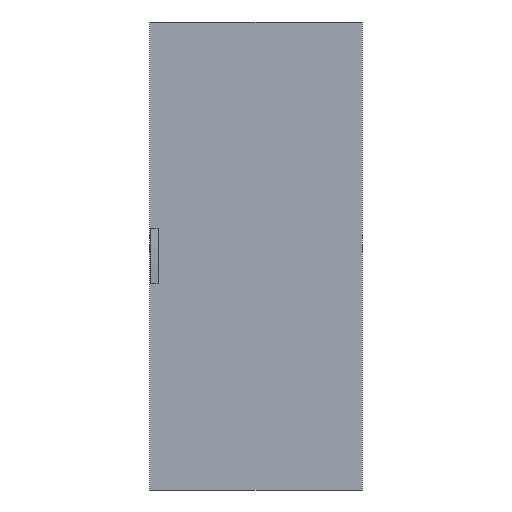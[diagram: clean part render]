
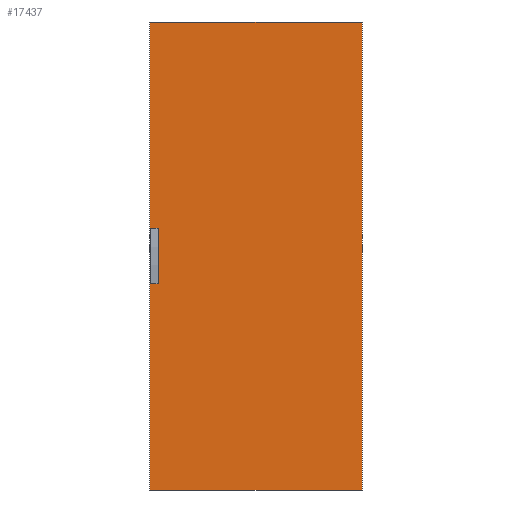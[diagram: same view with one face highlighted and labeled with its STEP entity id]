
A CAD part, front view. The second image highlights one B-rep face of the part: STEP entity #17437.
In plain terms, the highlighted planar face has unit normal (0, -1, 0).
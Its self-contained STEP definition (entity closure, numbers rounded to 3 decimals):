
#315 = EDGE_CURVE ( 'NONE', #16458, #3910, #10217, .T. ) ;
#811 = ORIENTED_EDGE ( 'NONE', *, *, #13089, .T. ) ;
#1075 = EDGE_LOOP ( 'NONE', ( #8226, #9024, #8468, #8572 ) ) ;
#1181 = EDGE_CURVE ( 'NONE', #17022, #4388, #7033, .T. ) ;
#1200 = CARTESIAN_POINT ( 'NONE',  ( -457., -2., 130. ) ) ;
#1503 = EDGE_CURVE ( 'NONE', #5016, #11780, #16229, .T. ) ;
#2527 = LINE ( 'NONE', #16387, #12838 ) ;
#2576 = DIRECTION ( 'NONE',  ( 0., 0., -1. ) ) ;
#2850 = CARTESIAN_POINT ( 'NONE',  ( 496., -2., -1092. ) ) ;
#3005 = LINE ( 'NONE', #1200, #15554 ) ;
#3300 = VECTOR ( 'NONE', #11686, 1000. ) ;
#3662 = FACE_BOUND ( 'NONE', #1075, .T. ) ;
#3840 = EDGE_CURVE ( 'NONE', #17022, #16458, #5406, .T. ) ;
#3910 = VERTEX_POINT ( 'NONE', #14947 ) ;
#4388 = VERTEX_POINT ( 'NONE', #4886 ) ;
#4886 = CARTESIAN_POINT ( 'NONE',  ( -457., -2., 130. ) ) ;
#4961 = DIRECTION ( 'NONE',  ( 1., 0., 0. ) ) ;
#4965 = CARTESIAN_POINT ( 'NONE',  ( 496., -2., 0. ) ) ;
#5016 = VERTEX_POINT ( 'NONE', #18124 ) ;
#5061 = DIRECTION ( 'NONE',  ( 0., 1., 0. ) ) ;
#5406 = LINE ( 'NONE', #7113, #6264 ) ;
#5638 = CARTESIAN_POINT ( 'NONE',  ( -457., -2., -130. ) ) ;
#5686 = DIRECTION ( 'NONE',  ( 0., 0., 1. ) ) ;
#6018 = CARTESIAN_POINT ( 'NONE',  ( -457., -2., -130. ) ) ;
#6157 = VERTEX_POINT ( 'NONE', #2850 ) ;
#6264 = VECTOR ( 'NONE', #17664, 1000. ) ;
#6817 = EDGE_CURVE ( 'NONE', #4388, #3910, #3005, .T. ) ;
#7033 = LINE ( 'NONE', #5638, #3300 ) ;
#7060 = AXIS2_PLACEMENT_3D ( 'NONE', #12703, #5061, #4961 ) ;
#7113 = CARTESIAN_POINT ( 'NONE',  ( -457., -2., -130. ) ) ;
#8226 = ORIENTED_EDGE ( 'NONE', *, *, #3840, .T. ) ;
#8468 = ORIENTED_EDGE ( 'NONE', *, *, #6817, .F. ) ;
#8572 = ORIENTED_EDGE ( 'NONE', *, *, #1181, .F. ) ;
#8708 = CARTESIAN_POINT ( 'NONE',  ( -491., -2., -130. ) ) ;
#8778 = VECTOR ( 'NONE', #2576, 1000. ) ;
#9024 = ORIENTED_EDGE ( 'NONE', *, *, #315, .T. ) ;
#9030 = DIRECTION ( 'NONE',  ( -1., 0., 0. ) ) ;
#9435 = ORIENTED_EDGE ( 'NONE', *, *, #1503, .T. ) ;
#10217 = LINE ( 'NONE', #19438, #13846 ) ;
#11111 = DIRECTION ( 'NONE',  ( 0., 0., 1. ) ) ;
#11186 = EDGE_CURVE ( 'NONE', #5016, #13549, #11650, .T. ) ;
#11277 = VECTOR ( 'NONE', #17862, 1000. ) ;
#11650 = LINE ( 'NONE', #17756, #11277 ) ;
#11686 = DIRECTION ( 'NONE',  ( 0., 0., 1. ) ) ;
#11780 = VERTEX_POINT ( 'NONE', #12665 ) ;
#12665 = CARTESIAN_POINT ( 'NONE',  ( -496., -2., -1092. ) ) ;
#12703 = CARTESIAN_POINT ( 'NONE',  ( 0., -2., 0. ) ) ;
#12838 = VECTOR ( 'NONE', #19589, 1000. ) ;
#13089 = EDGE_CURVE ( 'NONE', #6157, #13549, #17320, .T. ) ;
#13444 = CARTESIAN_POINT ( 'NONE',  ( 496., -2., 1092. ) ) ;
#13549 = VERTEX_POINT ( 'NONE', #13444 ) ;
#13646 = EDGE_LOOP ( 'NONE', ( #9435, #19024, #811, #14374 ) ) ;
#13846 = VECTOR ( 'NONE', #5686, 1000. ) ;
#14103 = FACE_OUTER_BOUND ( 'NONE', #13646, .T. ) ;
#14374 = ORIENTED_EDGE ( 'NONE', *, *, #11186, .F. ) ;
#14717 = CARTESIAN_POINT ( 'NONE',  ( -496., -2., 0. ) ) ;
#14738 = EDGE_CURVE ( 'NONE', #6157, #11780, #2527, .T. ) ;
#14947 = CARTESIAN_POINT ( 'NONE',  ( -491., -2., 130. ) ) ;
#15554 = VECTOR ( 'NONE', #9030, 1000. ) ;
#16229 = LINE ( 'NONE', #14717, #8778 ) ;
#16387 = CARTESIAN_POINT ( 'NONE',  ( 0., -2., -1092. ) ) ;
#16458 = VERTEX_POINT ( 'NONE', #8708 ) ;
#16696 = VECTOR ( 'NONE', #11111, 1000. ) ;
#17022 = VERTEX_POINT ( 'NONE', #6018 ) ;
#17320 = LINE ( 'NONE', #4965, #16696 ) ;
#17437 = ADVANCED_FACE ( 'NONE', ( #14103, #3662 ), #18726, .F. ) ;
#17664 = DIRECTION ( 'NONE',  ( -1., 0., 0. ) ) ;
#17756 = CARTESIAN_POINT ( 'NONE',  ( 0., -2., 1092. ) ) ;
#17862 = DIRECTION ( 'NONE',  ( 1., 0., 0. ) ) ;
#18124 = CARTESIAN_POINT ( 'NONE',  ( -496., -2., 1092. ) ) ;
#18726 = PLANE ( 'NONE',  #7060 ) ;
#19024 = ORIENTED_EDGE ( 'NONE', *, *, #14738, .F. ) ;
#19438 = CARTESIAN_POINT ( 'NONE',  ( -491., -2., -130. ) ) ;
#19589 = DIRECTION ( 'NONE',  ( -1., 0., 0. ) ) ;
